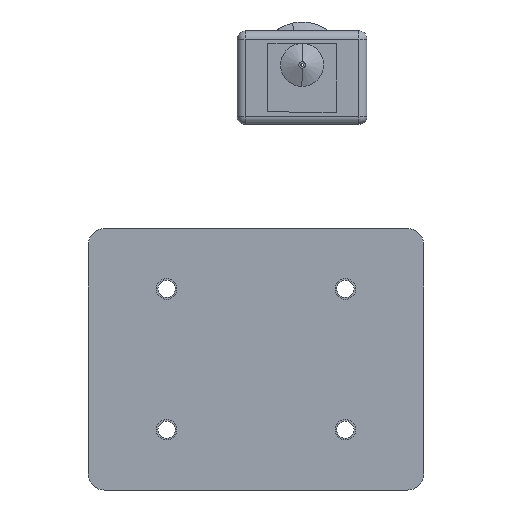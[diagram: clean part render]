
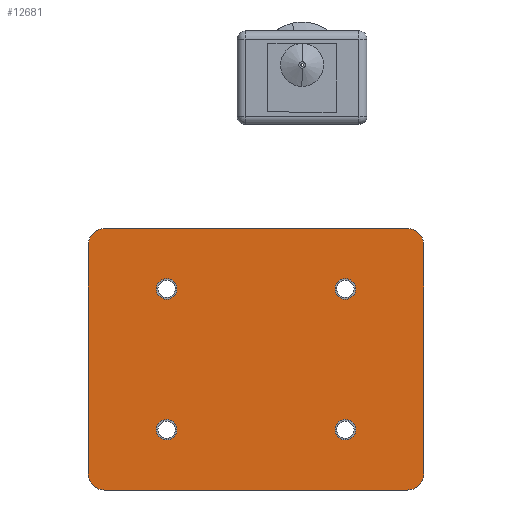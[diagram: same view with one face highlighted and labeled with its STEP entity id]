
A CAD part, front view. The second image highlights one B-rep face of the part: STEP entity #12681.
In plain terms, the highlighted planar face has unit normal (0, -1, 0).
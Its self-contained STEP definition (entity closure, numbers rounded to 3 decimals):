
#686=FACE_BOUND('',#3884,.T.);
#687=FACE_BOUND('',#3885,.T.);
#688=FACE_BOUND('',#3886,.T.);
#689=FACE_BOUND('',#3887,.T.);
#852=LINE('',#19755,#1837);
#853=LINE('',#19759,#1838);
#854=LINE('',#19763,#1839);
#855=LINE('',#19766,#1840);
#1837=VECTOR('',#15357,10.);
#1838=VECTOR('',#15360,10.);
#1839=VECTOR('',#15363,10.);
#1840=VECTOR('',#15366,10.);
#3113=FACE_OUTER_BOUND('',#3883,.T.);
#3883=EDGE_LOOP('',(#9051,#9052,#9053,#9054,#9055,#9056,#9057,#9058));
#3884=EDGE_LOOP('',(#9059));
#3885=EDGE_LOOP('',(#9060));
#3886=EDGE_LOOP('',(#9061));
#3887=EDGE_LOOP('',(#9062));
#4815=CIRCLE('',#13610,3.);
#4816=CIRCLE('',#13611,3.);
#4817=CIRCLE('',#13612,3.);
#4818=CIRCLE('',#13613,3.);
#4819=CIRCLE('',#13614,1.9);
#4820=CIRCLE('',#13615,1.9);
#4821=CIRCLE('',#13616,1.9);
#4822=CIRCLE('',#13617,1.9);
#5734=VERTEX_POINT('',#19751);
#5735=VERTEX_POINT('',#19752);
#5736=VERTEX_POINT('',#19754);
#5737=VERTEX_POINT('',#19756);
#5738=VERTEX_POINT('',#19758);
#5739=VERTEX_POINT('',#19760);
#5740=VERTEX_POINT('',#19762);
#5741=VERTEX_POINT('',#19764);
#5742=VERTEX_POINT('',#19767);
#5743=VERTEX_POINT('',#19769);
#5744=VERTEX_POINT('',#19771);
#5745=VERTEX_POINT('',#19773);
#7119=EDGE_CURVE('',#5734,#5735,#4815,.T.);
#7120=EDGE_CURVE('',#5735,#5736,#852,.T.);
#7121=EDGE_CURVE('',#5736,#5737,#4816,.T.);
#7122=EDGE_CURVE('',#5737,#5738,#853,.T.);
#7123=EDGE_CURVE('',#5738,#5739,#4817,.T.);
#7124=EDGE_CURVE('',#5739,#5740,#854,.T.);
#7125=EDGE_CURVE('',#5740,#5741,#4818,.T.);
#7126=EDGE_CURVE('',#5741,#5734,#855,.T.);
#7127=EDGE_CURVE('',#5742,#5742,#4819,.T.);
#7128=EDGE_CURVE('',#5743,#5743,#4820,.T.);
#7129=EDGE_CURVE('',#5744,#5744,#4821,.T.);
#7130=EDGE_CURVE('',#5745,#5745,#4822,.T.);
#9051=ORIENTED_EDGE('',*,*,#7119,.T.);
#9052=ORIENTED_EDGE('',*,*,#7120,.T.);
#9053=ORIENTED_EDGE('',*,*,#7121,.T.);
#9054=ORIENTED_EDGE('',*,*,#7122,.T.);
#9055=ORIENTED_EDGE('',*,*,#7123,.T.);
#9056=ORIENTED_EDGE('',*,*,#7124,.T.);
#9057=ORIENTED_EDGE('',*,*,#7125,.T.);
#9058=ORIENTED_EDGE('',*,*,#7126,.T.);
#9059=ORIENTED_EDGE('',*,*,#7127,.T.);
#9060=ORIENTED_EDGE('',*,*,#7128,.T.);
#9061=ORIENTED_EDGE('',*,*,#7129,.T.);
#9062=ORIENTED_EDGE('',*,*,#7130,.T.);
#12347=PLANE('',#13609);
#12681=ADVANCED_FACE('',(#3113,#686,#687,#688,#689),#12347,.T.);
#13609=AXIS2_PLACEMENT_3D('',#19750,#15353,#15354);
#13610=AXIS2_PLACEMENT_3D('',#19753,#15355,#15356);
#13611=AXIS2_PLACEMENT_3D('',#19757,#15358,#15359);
#13612=AXIS2_PLACEMENT_3D('',#19761,#15361,#15362);
#13613=AXIS2_PLACEMENT_3D('',#19765,#15364,#15365);
#13614=AXIS2_PLACEMENT_3D('',#19768,#15367,#15368);
#13615=AXIS2_PLACEMENT_3D('',#19770,#15369,#15370);
#13616=AXIS2_PLACEMENT_3D('',#19772,#15371,#15372);
#13617=AXIS2_PLACEMENT_3D('',#19774,#15373,#15374);
#15353=DIRECTION('center_axis',(0.,-1.,0.));
#15354=DIRECTION('ref_axis',(0.,0.,-1.));
#15355=DIRECTION('center_axis',(0.,-1.,0.));
#15356=DIRECTION('ref_axis',(-0.707,0.,-0.707));
#15357=DIRECTION('',(1.,0.,0.));
#15358=DIRECTION('center_axis',(0.,-1.,0.));
#15359=DIRECTION('ref_axis',(0.707,0.,-0.707));
#15360=DIRECTION('',(0.,0.,1.));
#15361=DIRECTION('center_axis',(0.,-1.,0.));
#15362=DIRECTION('ref_axis',(0.707,0.,0.707));
#15363=DIRECTION('',(-1.,0.,0.));
#15364=DIRECTION('center_axis',(0.,-1.,0.));
#15365=DIRECTION('ref_axis',(-0.707,0.,0.707));
#15366=DIRECTION('',(0.,0.,-1.));
#15367=DIRECTION('center_axis',(0.,1.,0.));
#15368=DIRECTION('ref_axis',(1.,0.,0.));
#15369=DIRECTION('center_axis',(0.,1.,0.));
#15370=DIRECTION('ref_axis',(1.,0.,0.));
#15371=DIRECTION('center_axis',(0.,1.,0.));
#15372=DIRECTION('ref_axis',(1.,0.,0.));
#15373=DIRECTION('center_axis',(0.,1.,0.));
#15374=DIRECTION('ref_axis',(1.,0.,0.));
#19750=CARTESIAN_POINT('Origin',(-0.018,-52.055,
-2.362));
#19751=CARTESIAN_POINT('',(-47.5,-52.055,-10.5));
#19752=CARTESIAN_POINT('',(-44.5,-52.055,-13.5));
#19753=CARTESIAN_POINT('Origin',(-44.5,-52.055,-10.5));
#19754=CARTESIAN_POINT('',(11.464,-52.055,-13.5));
#19755=CARTESIAN_POINT('',(14.464,-52.055,-13.5));
#19756=CARTESIAN_POINT('',(14.464,-52.055,-10.5));
#19757=CARTESIAN_POINT('Origin',(11.464,-52.055,-10.5));
#19758=CARTESIAN_POINT('',(14.464,-52.055,31.776));
#19759=CARTESIAN_POINT('',(14.464,-52.055,-13.5));
#19760=CARTESIAN_POINT('',(11.464,-52.055,34.776));
#19761=CARTESIAN_POINT('Origin',(11.464,-52.055,31.776));
#19762=CARTESIAN_POINT('',(-44.5,-52.055,34.776));
#19763=CARTESIAN_POINT('',(-47.5,-52.055,34.776));
#19764=CARTESIAN_POINT('',(-47.5,-52.055,31.776));
#19765=CARTESIAN_POINT('Origin',(-44.5,-52.055,31.776));
#19766=CARTESIAN_POINT('',(-47.5,-52.055,-13.5));
#19767=CARTESIAN_POINT('',(-34.918,-52.055,-2.362));
#19768=CARTESIAN_POINT('Origin',(-33.018,-52.055,-2.362));
#19769=CARTESIAN_POINT('',(-34.918,-52.055,23.638));
#19770=CARTESIAN_POINT('Origin',(-33.018,-52.055,23.638));
#19771=CARTESIAN_POINT('',(-1.918,-52.055,23.638));
#19772=CARTESIAN_POINT('Origin',(-0.018,-52.055,23.638));
#19773=CARTESIAN_POINT('',(-1.918,-52.055,-2.362));
#19774=CARTESIAN_POINT('Origin',(-0.018,-52.055,-2.362));
